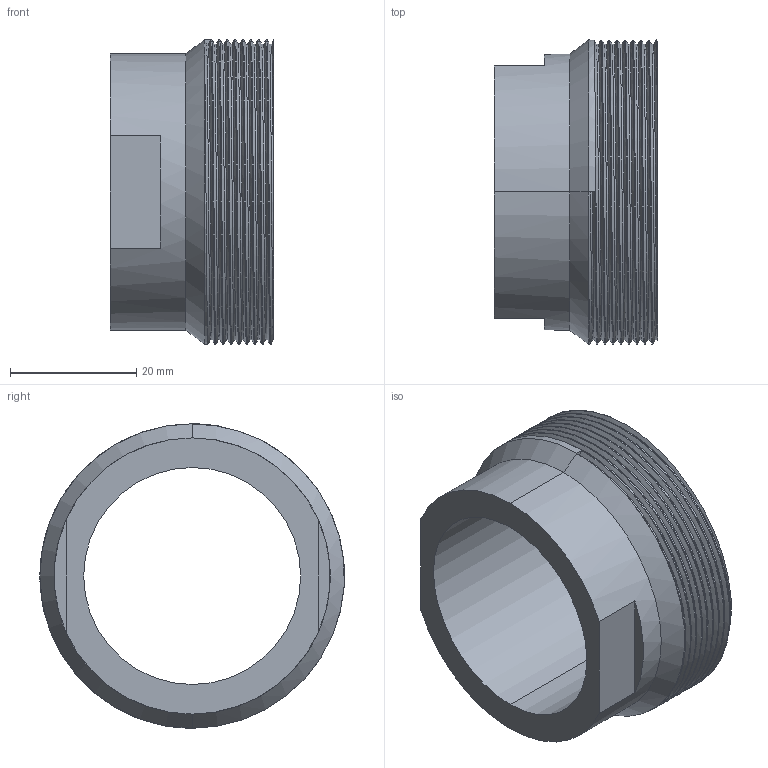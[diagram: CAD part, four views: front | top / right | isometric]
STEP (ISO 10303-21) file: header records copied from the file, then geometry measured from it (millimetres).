
FILE_DESCRIPTION (( 'STEP AP203' ), '1' );
FILE_NAME ('3D_R9366_25_17112330.STEP', '2024-08-20T07:20:49', ( '' ), ( '' ), 'SwSTEP 2.0', 'SolidWorks 2024', '' );
FILE_SCHEMA (( 'CONFIG_CONTROL_DESIGN' ));
Length unit declared in the file: millimetre
Products named in the file (1): 3D_R9366_25_17112330
Bounding box: 26 x 48.24 x 48.3 mm (x, y, z)
Volume: 18097.1 mm3; surface area: 9046.9 mm2
Topology: 1 solids, 1 shells, 34 faces, 91 edges, 59 vertices
Faces by surface type: cylinder 22, plane 7, bspline 3, cone 2
Entity records: 2794 total; most frequent: CARTESIAN_POINT 1976, ORIENTED_EDGE 182, DIRECTION 130, EDGE_CURVE 91, VERTEX_POINT 59, AXIS2_PLACEMENT_3D 47, EDGE_LOOP 36, VECTOR 36
